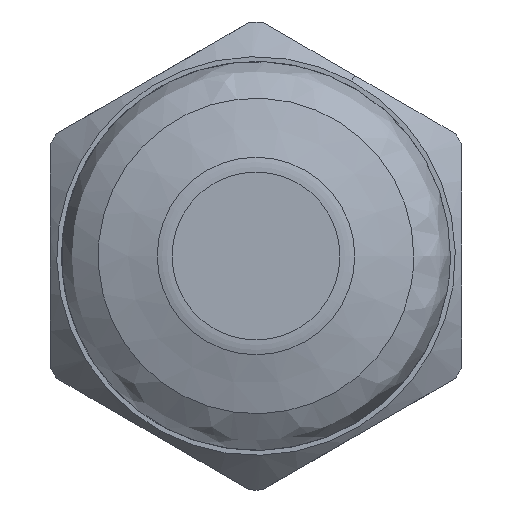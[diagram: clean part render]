
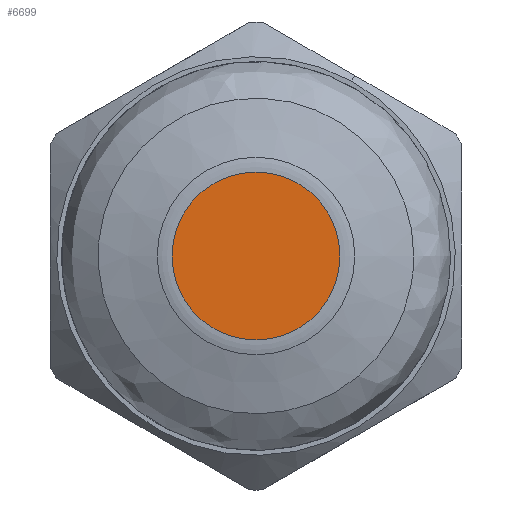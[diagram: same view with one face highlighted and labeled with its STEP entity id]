
A CAD part, front view. The second image highlights one B-rep face of the part: STEP entity #6699.
In plain terms, the highlighted planar face has unit normal (0, -1, 0).
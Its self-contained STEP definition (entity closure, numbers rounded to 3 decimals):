
#6550 = TOROIDAL_SURFACE('',#6551,1.633,1.);
#6551 = AXIS2_PLACEMENT_3D('',#6552,#6553,#6554);
#6552 = CARTESIAN_POINT('',(0.,-14.7,0.));
#6553 = DIRECTION('',(0.,-1.,0.));
#6554 = DIRECTION('',(1.,0.,0.));
#6599 = VERTEX_POINT('',#6600);
#6600 = CARTESIAN_POINT('',(1.633,-15.7,0.));
#6622 = EDGE_CURVE('',#6599,#6599,#6623,.T.);
#6623 = SURFACE_CURVE('',#6624,(#6629,#6635),.PCURVE_S1.);
#6624 = CIRCLE('',#6625,1.633);
#6625 = AXIS2_PLACEMENT_3D('',#6626,#6627,#6628);
#6626 = CARTESIAN_POINT('',(0.,-15.7,0.)
  );
#6627 = DIRECTION('',(0.,-1.,0.));
#6628 = DIRECTION('',(1.,0.,0.));
#6629 = PCURVE('',#6550,#6630);
#6630 = DEFINITIONAL_REPRESENTATION('',(#6631),#6634);
#6631 = B_SPLINE_CURVE_WITH_KNOTS('',1,(#6632,#6633),.UNSPECIFIED.,.F.,
  .F.,(2,2),(0.,6.283),.PIECEWISE_BEZIER_KNOTS.);
#6632 = CARTESIAN_POINT('',(0.,1.571));
#6633 = CARTESIAN_POINT('',(6.283,1.571));
#6634 = ( GEOMETRIC_REPRESENTATION_CONTEXT(2) 
PARAMETRIC_REPRESENTATION_CONTEXT() REPRESENTATION_CONTEXT('2D SPACE',''
  ) );
#6635 = PCURVE('',#6636,#6641);
#6636 = PLANE('',#6637);
#6637 = AXIS2_PLACEMENT_3D('',#6638,#6639,#6640);
#6638 = CARTESIAN_POINT('',(0.,-15.7,0.)
  );
#6639 = DIRECTION('',(0.,-1.,0.));
#6640 = DIRECTION('',(0.,0.,-1.));
#6641 = DEFINITIONAL_REPRESENTATION('',(#6642),#6646);
#6642 = CIRCLE('',#6643,1.633);
#6643 = AXIS2_PLACEMENT_2D('',#6644,#6645);
#6644 = CARTESIAN_POINT('',(0.,0.));
#6645 = DIRECTION('',(0.,1.));
#6646 = ( GEOMETRIC_REPRESENTATION_CONTEXT(2) 
PARAMETRIC_REPRESENTATION_CONTEXT() REPRESENTATION_CONTEXT('2D SPACE',''
  ) );
#6699 = ADVANCED_FACE('',(#6700),#6636,.T.);
#6700 = FACE_BOUND('',#6701,.T.);
#6701 = EDGE_LOOP('',(#6702));
#6702 = ORIENTED_EDGE('',*,*,#6622,.T.);
